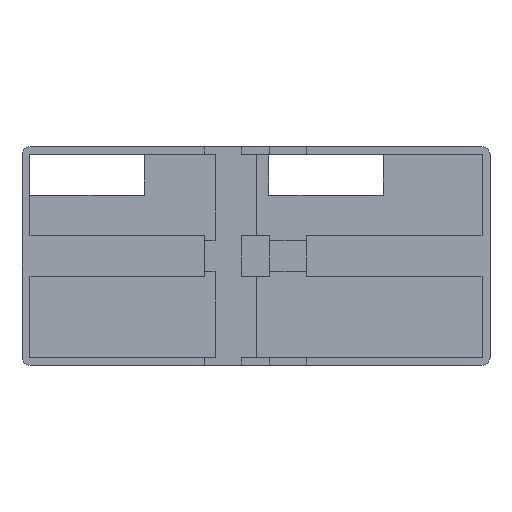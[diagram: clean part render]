
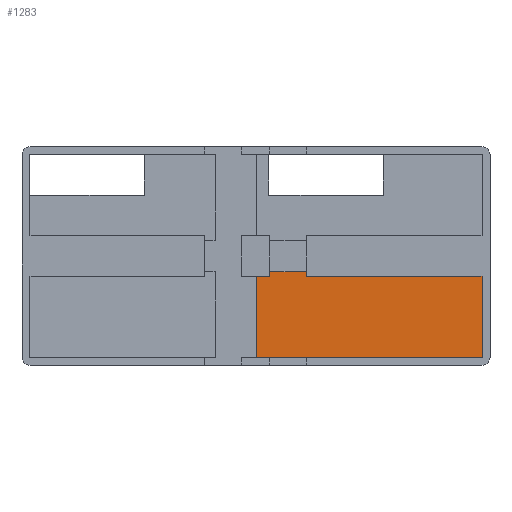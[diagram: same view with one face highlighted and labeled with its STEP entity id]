
A CAD part, top view. The second image highlights one B-rep face of the part: STEP entity #1283.
In plain terms, the highlighted planar face has unit normal (0, 0, 1).
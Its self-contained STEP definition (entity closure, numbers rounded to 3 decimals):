
#65=FACE_OUTER_BOUND('',#128,.T.);
#128=EDGE_LOOP('',(#1054,#1055,#1056,#1057,#1058,#1059));
#214=LINE('',#1841,#391);
#229=LINE('',#1871,#406);
#274=LINE('',#1961,#451);
#298=LINE('',#2006,#475);
#299=LINE('',#2008,#476);
#300=LINE('',#2009,#477);
#391=VECTOR('',#1486,10.);
#406=VECTOR('',#1507,10.);
#451=VECTOR('',#1578,10.);
#475=VECTOR('',#1620,10.);
#476=VECTOR('',#1621,10.);
#477=VECTOR('',#1622,10.);
#560=VERTEX_POINT('',#1838);
#561=VERTEX_POINT('',#1840);
#572=VERTEX_POINT('',#1868);
#573=VERTEX_POINT('',#1870);
#617=VERTEX_POINT('',#2005);
#618=VERTEX_POINT('',#2007);
#690=EDGE_CURVE('',#561,#560,#214,.T.);
#705=EDGE_CURVE('',#572,#573,#229,.T.);
#754=EDGE_CURVE('',#572,#561,#274,.T.);
#778=EDGE_CURVE('',#560,#617,#298,.T.);
#779=EDGE_CURVE('',#617,#618,#299,.T.);
#780=EDGE_CURVE('',#618,#573,#300,.T.);
#1054=ORIENTED_EDGE('',*,*,#754,.T.);
#1055=ORIENTED_EDGE('',*,*,#690,.T.);
#1056=ORIENTED_EDGE('',*,*,#778,.T.);
#1057=ORIENTED_EDGE('',*,*,#779,.T.);
#1058=ORIENTED_EDGE('',*,*,#780,.T.);
#1059=ORIENTED_EDGE('',*,*,#705,.F.);
#1224=PLANE('',#1364);
#1283=ADVANCED_FACE('',(#65),#1224,.T.);
#1364=AXIS2_PLACEMENT_3D('',#2004,#1618,#1619);
#1486=DIRECTION('',(1.,0.,0.));
#1507=DIRECTION('',(1.,0.,0.));
#1578=DIRECTION('',(0.,-1.,0.));
#1618=DIRECTION('center_axis',(0.,0.,1.));
#1619=DIRECTION('ref_axis',(1.,0.,0.));
#1620=DIRECTION('',(0.,1.,0.));
#1621=DIRECTION('',(-1.,0.,0.));
#1622=DIRECTION('',(0.,1.,0.));
#1838=CARTESIAN_POINT('',(117.197,7.096,1.));
#1840=CARTESIAN_POINT('',(61.847,7.096,1.));
#1841=CARTESIAN_POINT('',(117.197,7.096,1.));
#1868=CARTESIAN_POINT('',(61.847,28.678,1.));
#1870=CARTESIAN_POINT('',(116.847,28.678,1.));
#1871=CARTESIAN_POINT('',(61.847,28.678,1.));
#1961=CARTESIAN_POINT('',(61.847,18.571,1.));
#2004=CARTESIAN_POINT('Origin',(61.847,31.946,1.));
#2005=CARTESIAN_POINT('',(117.197,26.946,1.));
#2006=CARTESIAN_POINT('',(117.197,56.796,1.));
#2007=CARTESIAN_POINT('',(116.847,26.946,1.));
#2008=CARTESIAN_POINT('',(34.172,26.946,1.));
#2009=CARTESIAN_POINT('',(116.847,28.678,1.));
